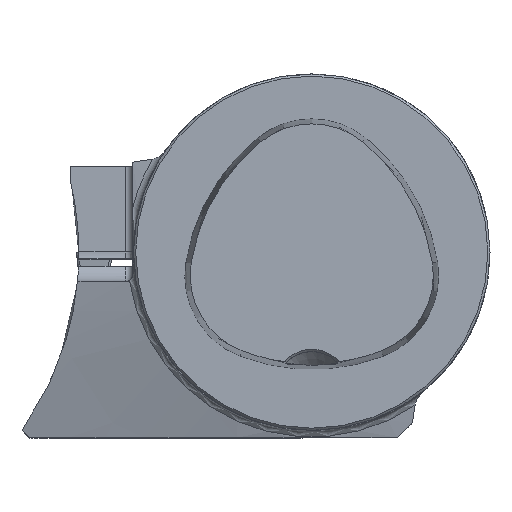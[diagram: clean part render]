
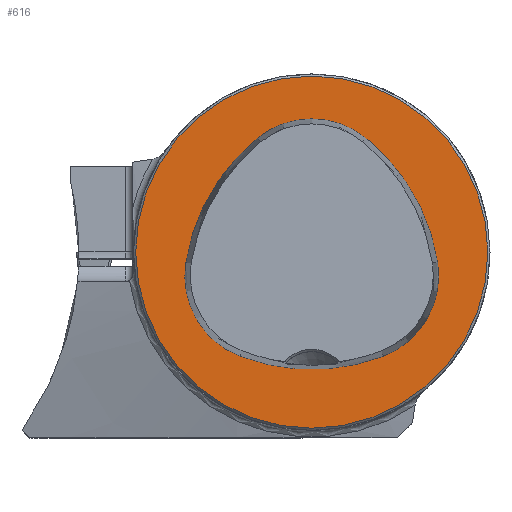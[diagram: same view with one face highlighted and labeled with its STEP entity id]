
A CAD part, top view. The second image highlights one B-rep face of the part: STEP entity #616.
In plain terms, the highlighted planar face has unit normal (0, 0, 1).
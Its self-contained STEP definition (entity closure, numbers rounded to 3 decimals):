
#110=FACE_BOUND('',#857,.T.);
#111=FACE_BOUND('',#858,.T.);
#193=PLANE('',#2332);
#616=ADVANCED_FACE('CU_FL_N1_SU_1',(#110,#111),#193,.T.);
#857=EDGE_LOOP('',(#1215,#1216,#1217,#1218,#1219,#1220));
#858=EDGE_LOOP('',(#1221));
#960=CIRCLE('',#2323,28.075);
#962=CIRCLE('',#2326,28.075);
#963=CIRCLE('',#2327,12.075);
#964=CIRCLE('',#2328,28.075);
#965=CIRCLE('',#2329,12.075);
#966=CIRCLE('',#2330,12.075);
#967=CIRCLE('',#2331,24.7);
#1215=ORIENTED_EDGE('',*,*,#1986,.F.);
#1216=ORIENTED_EDGE('',*,*,#1987,.F.);
#1217=ORIENTED_EDGE('',*,*,#1988,.F.);
#1218=ORIENTED_EDGE('',*,*,#1989,.F.);
#1219=ORIENTED_EDGE('',*,*,#1983,.F.);
#1220=ORIENTED_EDGE('',*,*,#1990,.F.);
#1221=ORIENTED_EDGE('',*,*,#1991,.T.);
#1744=VERTEX_POINT('',#3865);
#1745=VERTEX_POINT('',#3867);
#1747=VERTEX_POINT('',#3873);
#1748=VERTEX_POINT('',#3874);
#1749=VERTEX_POINT('',#3876);
#1750=VERTEX_POINT('',#3878);
#1751=VERTEX_POINT('',#3882);
#1983=EDGE_CURVE('',#1744,#1745,#960,.T.);
#1986=EDGE_CURVE('',#1747,#1748,#962,.T.);
#1987=EDGE_CURVE('',#1749,#1747,#963,.T.);
#1988=EDGE_CURVE('',#1750,#1749,#964,.T.);
#1989=EDGE_CURVE('',#1745,#1750,#965,.T.);
#1990=EDGE_CURVE('',#1748,#1744,#966,.T.);
#1991=EDGE_CURVE('',#1751,#1751,#967,.T.);
#2323=AXIS2_PLACEMENT_3D('',#3866,#2669,#2670);
#2326=AXIS2_PLACEMENT_3D('',#3872,#2676,#2677);
#2327=AXIS2_PLACEMENT_3D('',#3875,#2678,#2679);
#2328=AXIS2_PLACEMENT_3D('',#3877,#2680,#2681);
#2329=AXIS2_PLACEMENT_3D('',#3879,#2682,#2683);
#2330=AXIS2_PLACEMENT_3D('',#3880,#2684,#2685);
#2331=AXIS2_PLACEMENT_3D('',#3881,#2686,#2687);
#2332=AXIS2_PLACEMENT_3D('',#3883,#2688,#2689);
#2669=DIRECTION('',(0.,0.,1.));
#2670=DIRECTION('',(1.,0.,0.));
#2676=DIRECTION('',(0.,0.,1.));
#2677=DIRECTION('',(1.,0.,0.));
#2678=DIRECTION('',(0.,0.,1.));
#2679=DIRECTION('',(1.,0.,0.));
#2680=DIRECTION('',(0.,0.,1.));
#2681=DIRECTION('',(1.,0.,0.));
#2682=DIRECTION('',(0.,0.,1.));
#2683=DIRECTION('',(1.,0.,0.));
#2684=DIRECTION('',(0.,0.,1.));
#2685=DIRECTION('',(1.,0.,0.));
#2686=DIRECTION('',(0.,0.,1.));
#2687=DIRECTION('',(1.,0.,0.));
#2688=DIRECTION('',(0.,0.,1.));
#2689=DIRECTION('',(1.,0.,0.));
#3865=CARTESIAN_POINT('',(-10.05,-14.595,0.));
#3866=CARTESIAN_POINT('',(0.,11.62,0.));
#3867=CARTESIAN_POINT('',(10.05,-14.595,0.));
#3872=CARTESIAN_POINT('',(10.078,-5.807,0.));
#3873=CARTESIAN_POINT('',(-7.606,15.999,0.));
#3874=CARTESIAN_POINT('',(-17.656,-1.443,0.));
#3875=CARTESIAN_POINT('',(0.,6.62,0.));
#3876=CARTESIAN_POINT('',(7.606,15.999,0.));
#3877=CARTESIAN_POINT('',(-10.078,-5.807,0.));
#3878=CARTESIAN_POINT('',(17.656,-1.443,0.));
#3879=CARTESIAN_POINT('',(5.727,-3.32,0.));
#3880=CARTESIAN_POINT('',(-5.727,-3.32,0.));
#3881=CARTESIAN_POINT('',(0.,0.,0.));
#3882=CARTESIAN_POINT('',(24.7,0.,0.));
#3883=CARTESIAN_POINT('',(0.,0.,0.));
